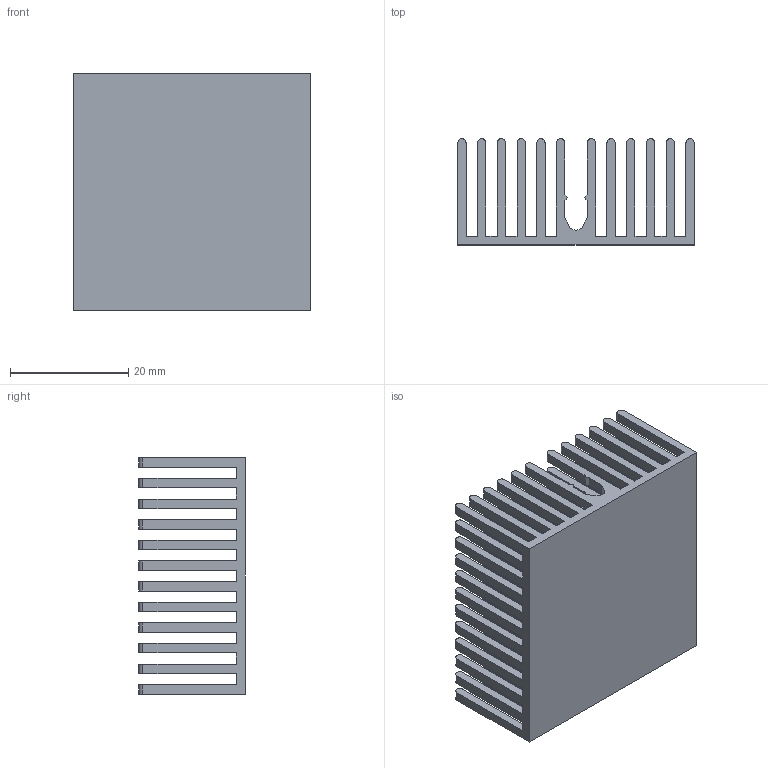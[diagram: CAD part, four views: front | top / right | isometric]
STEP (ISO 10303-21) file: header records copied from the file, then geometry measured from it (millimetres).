
FILE_DESCRIPTION (( 'STEP AP214' ), '1' );
FILE_NAME ('CUI_DEVICES_HSB16-404018.step', '2021-08-24T17:59:20', ( '' ), ( '' ), 'SwSTEP 2.0', 'SolidWorks 2021', '' );
FILE_SCHEMA (( 'AUTOMOTIVE_DESIGN' ));
Length unit declared in the file: inch
Products named in the file (1): CUI_DEVICES_HSB16-404018
Bounding box: 40 x 18 x 40 mm (x, y, z)
Volume: 7805.6 mm3; surface area: 17600.8 mm2
Topology: 1 solids, 1 shells, 764 faces, 2016 edges, 1344 vertices
Faces by surface type: plane 608, cylinder 156
Entity records: 23452 total; most frequent: CARTESIAN_POINT 4125, ORIENTED_EDGE 4032, DIRECTION 3858, EDGE_CURVE 2016, LINE 1704, VECTOR 1704, VERTEX_POINT 1344, AXIS2_PLACEMENT_3D 1077
